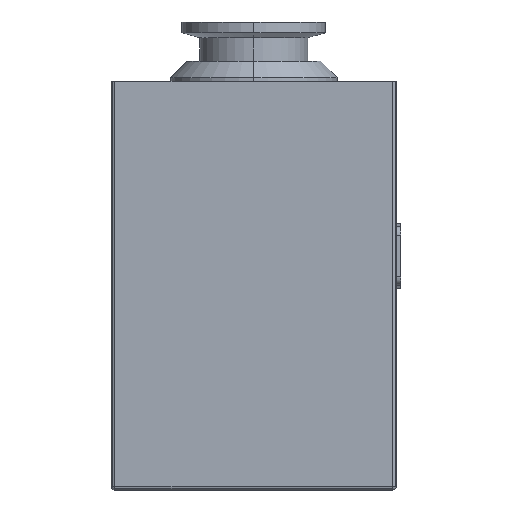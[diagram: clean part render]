
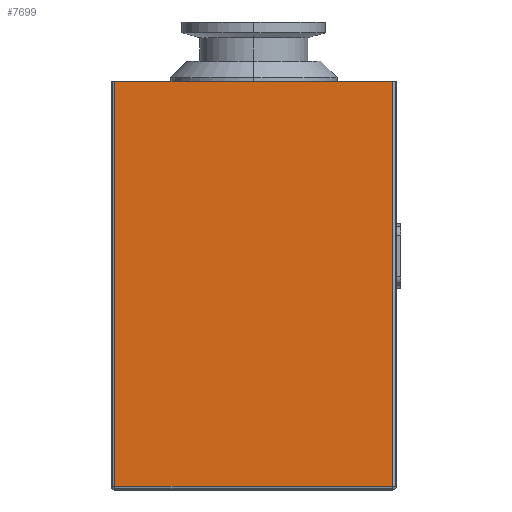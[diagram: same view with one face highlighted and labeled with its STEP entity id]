
A CAD part, front view. The second image highlights one B-rep face of the part: STEP entity #7699.
In plain terms, the highlighted planar face has unit normal (0, -1, 0).
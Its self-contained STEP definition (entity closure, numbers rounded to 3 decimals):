
#973=CARTESIAN_POINT('',(-38.701,-3.,1.));
#974=VERTEX_POINT('',#973);
#982=CARTESIAN_POINT('',(-38.701,-3.,113.85));
#983=VERTEX_POINT('',#982);
#984=CARTESIAN_POINT('',(-38.701,-3.,1.));
#985=DIRECTION('',(0.0,0.0,1.0));
#986=VECTOR('',#985,112.85);
#987=LINE('',#984,#986);
#988=EDGE_CURVE('',#974,#983,#987,.T.);
#1015=CARTESIAN_POINT('',(38.701,-3.,1.));
#1016=VERTEX_POINT('',#1015);
#1024=CARTESIAN_POINT('',(38.701,-3.,1.));
#1025=DIRECTION('',(-1.0,0.0,0.0));
#1026=VECTOR('',#1025,77.401);
#1027=LINE('',#1024,#1026);
#1028=EDGE_CURVE('',#1016,#974,#1027,.T.);
#1055=CARTESIAN_POINT('',(38.701,-3.,113.85));
#1056=VERTEX_POINT('',#1055);
#1064=CARTESIAN_POINT('',(38.701,-3.,113.85));
#1065=DIRECTION('',(0.0,0.0,-1.0));
#1066=VECTOR('',#1065,112.85);
#1067=LINE('',#1064,#1066);
#1068=EDGE_CURVE('',#1056,#1016,#1067,.T.);
#7324=CARTESIAN_POINT('',(-38.701,-3.,113.85));
#7325=DIRECTION('',(1.0,0.0,0.0));
#7326=VECTOR('',#7325,77.401);
#7327=LINE('',#7324,#7326);
#7328=EDGE_CURVE('',#983,#1056,#7327,.T.);
#7688=CARTESIAN_POINT('',(0.,-3.,56.925));
#7689=DIRECTION('',(0.0,1.0,0.0));
#7690=DIRECTION('',(0.0,0.0,1.0));
#7691=AXIS2_PLACEMENT_3D('',#7688,#7689,#7690);
#7692=PLANE('',#7691);
#7693=ORIENTED_EDGE('',*,*,#1068,.F.);
#7694=ORIENTED_EDGE('',*,*,#7328,.F.);
#7695=ORIENTED_EDGE('',*,*,#988,.F.);
#7696=ORIENTED_EDGE('',*,*,#1028,.F.);
#7697=EDGE_LOOP('',(#7693,#7694,#7695,#7696));
#7698=FACE_OUTER_BOUND('',#7697,.T.);
#7699=ADVANCED_FACE('',(#7698),#7692,.F.);
